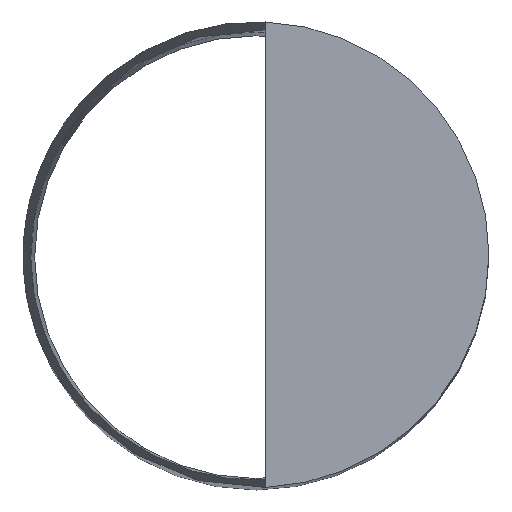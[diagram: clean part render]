
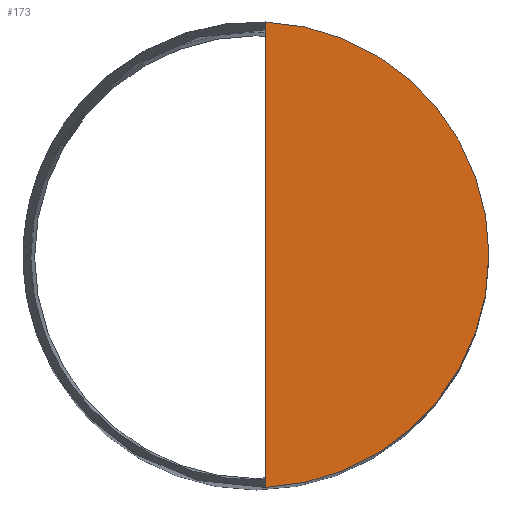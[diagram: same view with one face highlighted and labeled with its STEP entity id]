
A CAD part, top view. The second image highlights one B-rep face of the part: STEP entity #173.
In plain terms, the highlighted planar face has unit normal (0, 0, 1).
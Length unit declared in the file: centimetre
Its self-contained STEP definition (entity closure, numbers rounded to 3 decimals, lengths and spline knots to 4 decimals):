
#32=CIRCLE('',#189,36.5);
#41=FACE_OUTER_BOUND('',#52,.T.);
#52=EDGE_LOOP('',(#125,#126));
#65=LINE('',#284,#76);
#76=VECTOR('',#220,1.);
#85=VERTEX_POINT('',#278);
#87=VERTEX_POINT('',#282);
#101=EDGE_CURVE('',#85,#87,#65,.T.);
#102=EDGE_CURVE('',#87,#85,#32,.T.);
#125=ORIENTED_EDGE('',*,*,#101,.T.);
#126=ORIENTED_EDGE('',*,*,#102,.T.);
#168=PLANE('',#188);
#173=ADVANCED_FACE('',(#41),#168,.T.);
#188=AXIS2_PLACEMENT_3D('',#285,#221,#222);
#189=AXIS2_PLACEMENT_3D('',#286,#223,#224);
#220=DIRECTION('',(0.,-1.,0.));
#221=DIRECTION('center_axis',(0.,0.,1.));
#222=DIRECTION('ref_axis',(1.,0.,0.));
#223=DIRECTION('center_axis',(0.,0.,1.));
#224=DIRECTION('ref_axis',(1.,0.,0.));
#278=CARTESIAN_POINT('',(1.5,36.4692,222.));
#282=CARTESIAN_POINT('',(1.5,-36.4692,222.));
#284=CARTESIAN_POINT('',(1.5,-2.7231,222.));
#285=CARTESIAN_POINT('Origin',(0.,0.,
222.));
#286=CARTESIAN_POINT('Origin',(0.,0.,
222.));
